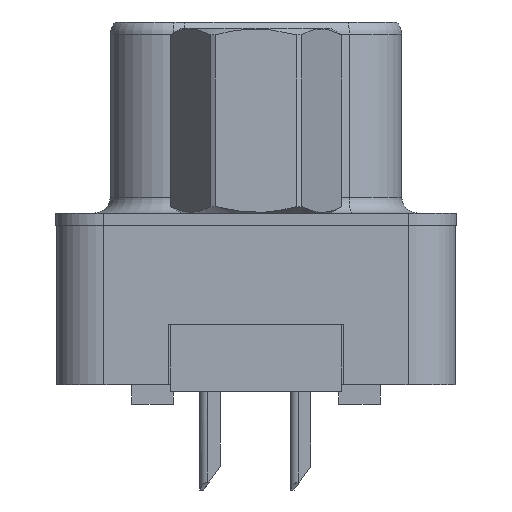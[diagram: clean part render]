
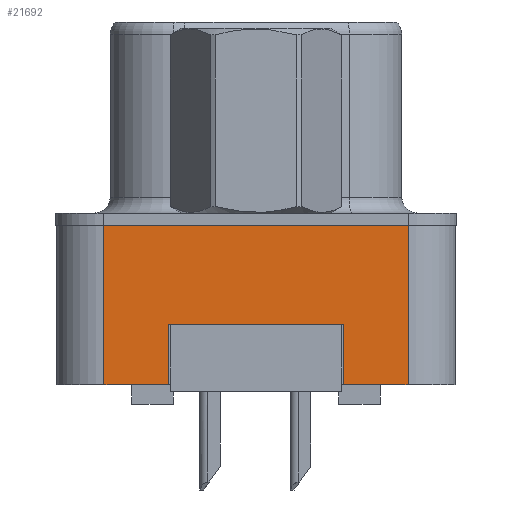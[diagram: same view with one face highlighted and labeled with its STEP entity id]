
A CAD part, left-side view. The second image highlights one B-rep face of the part: STEP entity #21692.
In plain terms, the highlighted planar face has unit normal (-1, 0, 0).
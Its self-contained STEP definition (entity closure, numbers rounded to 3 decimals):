
#3 = VERTEX_POINT ( 'NONE', #19746 ) ;
#282 = DIRECTION ( 'NONE',  ( 0., 0., 1. ) ) ;
#338 = CARTESIAN_POINT ( 'NONE',  ( -2.935, 4.775, -5. ) ) ;
#519 = LINE ( 'NONE', #7247, #10942 ) ;
#532 = CARTESIAN_POINT ( 'NONE',  ( -2.935, 4.775, 0. ) ) ;
#686 = LINE ( 'NONE', #11191, #20398 ) ;
#1603 = ORIENTED_EDGE ( 'NONE', *, *, #4270, .T. ) ;
#1947 = LINE ( 'NONE', #21665, #7260 ) ;
#2332 = ORIENTED_EDGE ( 'NONE', *, *, #22181, .T. ) ;
#2374 = VECTOR ( 'NONE', #14864, 1000. ) ;
#2424 = ORIENTED_EDGE ( 'NONE', *, *, #19816, .F. ) ;
#3801 = VERTEX_POINT ( 'NONE', #14444 ) ;
#3891 = ORIENTED_EDGE ( 'NONE', *, *, #8971, .T. ) ;
#4015 = CARTESIAN_POINT ( 'NONE',  ( -2.935, -4.775, -5. ) ) ;
#4270 = EDGE_CURVE ( 'NONE', #4948, #18907, #8874, .T. ) ;
#4554 = DIRECTION ( 'NONE',  ( 0., 0., 1. ) ) ;
#4604 = LINE ( 'NONE', #9670, #12403 ) ;
#4948 = VERTEX_POINT ( 'NONE', #338 ) ;
#4997 = DIRECTION ( 'NONE',  ( -1., 0., 0. ) ) ;
#5043 = VERTEX_POINT ( 'NONE', #18162 ) ;
#5642 = CARTESIAN_POINT ( 'NONE',  ( -2.935, 2.75, -5. ) ) ;
#6571 = ORIENTED_EDGE ( 'NONE', *, *, #19167, .F. ) ;
#6995 = PLANE ( 'NONE',  #14413 ) ;
#7171 = VERTEX_POINT ( 'NONE', #532 ) ;
#7247 = CARTESIAN_POINT ( 'NONE',  ( -2.935, 2.75, -3.1 ) ) ;
#7255 = DIRECTION ( 'NONE',  ( 0., 1., 0. ) ) ;
#7260 = VECTOR ( 'NONE', #7255, 1000. ) ;
#7818 = ORIENTED_EDGE ( 'NONE', *, *, #21384, .F. ) ;
#8243 = VERTEX_POINT ( 'NONE', #17929 ) ;
#8874 = LINE ( 'NONE', #10526, #23000 ) ;
#8971 = EDGE_CURVE ( 'NONE', #5043, #3801, #9624, .T. ) ;
#9624 = LINE ( 'NONE', #16828, #10681 ) ;
#9670 = CARTESIAN_POINT ( 'NONE',  ( -2.935, -2.75, -3.1 ) ) ;
#10526 = CARTESIAN_POINT ( 'NONE',  ( -2.935, -4.775, -5. ) ) ;
#10641 = DIRECTION ( 'NONE',  ( 0., -1., 0. ) ) ;
#10681 = VECTOR ( 'NONE', #4554, 1000. ) ;
#10942 = VECTOR ( 'NONE', #14911, 1000. ) ;
#11191 = CARTESIAN_POINT ( 'NONE',  ( -2.935, -4.775, 0. ) ) ;
#12403 = VECTOR ( 'NONE', #15459, 1000. ) ;
#14114 = VERTEX_POINT ( 'NONE', #15586 ) ;
#14413 = AXIS2_PLACEMENT_3D ( 'NONE', #17860, #4997, #21639 ) ;
#14444 = CARTESIAN_POINT ( 'NONE',  ( -2.935, -4.775, 0. ) ) ;
#14864 = DIRECTION ( 'NONE',  ( 0., -1., 0. ) ) ;
#14911 = DIRECTION ( 'NONE',  ( 0., 0., -1. ) ) ;
#15459 = DIRECTION ( 'NONE',  ( 0., 0., -1. ) ) ;
#15586 = CARTESIAN_POINT ( 'NONE',  ( -2.935, -2.75, -3.1 ) ) ;
#15976 = FACE_OUTER_BOUND ( 'NONE', #20099, .T. ) ;
#16568 = CARTESIAN_POINT ( 'NONE',  ( -2.935, 4.775, -5. ) ) ;
#16593 = ORIENTED_EDGE ( 'NONE', *, *, #17727, .T. ) ;
#16665 = ORIENTED_EDGE ( 'NONE', *, *, #19159, .F. ) ;
#16828 = CARTESIAN_POINT ( 'NONE',  ( -2.935, -4.775, -5. ) ) ;
#17727 = EDGE_CURVE ( 'NONE', #14114, #8243, #4604, .T. ) ;
#17860 = CARTESIAN_POINT ( 'NONE',  ( -2.935, -4.775, -5. ) ) ;
#17929 = CARTESIAN_POINT ( 'NONE',  ( -2.935, -2.75, -5. ) ) ;
#18162 = CARTESIAN_POINT ( 'NONE',  ( -2.935, -4.775, -5. ) ) ;
#18907 = VERTEX_POINT ( 'NONE', #5642 ) ;
#19159 = EDGE_CURVE ( 'NONE', #4948, #7171, #22018, .T. ) ;
#19167 = EDGE_CURVE ( 'NONE', #3, #18907, #519, .T. ) ;
#19728 = DIRECTION ( 'NONE',  ( 0., -1., 0. ) ) ;
#19746 = CARTESIAN_POINT ( 'NONE',  ( -2.935, 2.75, -3.1 ) ) ;
#19816 = EDGE_CURVE ( 'NONE', #7171, #3801, #686, .T. ) ;
#20099 = EDGE_LOOP ( 'NONE', ( #16593, #2332, #3891, #2424, #16665, #1603, #6571, #7818 ) ) ;
#20398 = VECTOR ( 'NONE', #19728, 1000. ) ;
#21384 = EDGE_CURVE ( 'NONE', #14114, #3, #1947, .T. ) ;
#21639 = DIRECTION ( 'NONE',  ( 0., 0., 1. ) ) ;
#21665 = CARTESIAN_POINT ( 'NONE',  ( -2.935, 2.75, -3.1 ) ) ;
#21692 = ADVANCED_FACE ( 'NONE', ( #15976 ), #6995, .T. ) ;
#21723 = LINE ( 'NONE', #4015, #2374 ) ;
#22018 = LINE ( 'NONE', #16568, #22282 ) ;
#22181 = EDGE_CURVE ( 'NONE', #8243, #5043, #21723, .T. ) ;
#22282 = VECTOR ( 'NONE', #282, 1000. ) ;
#23000 = VECTOR ( 'NONE', #10641, 1000. ) ;
